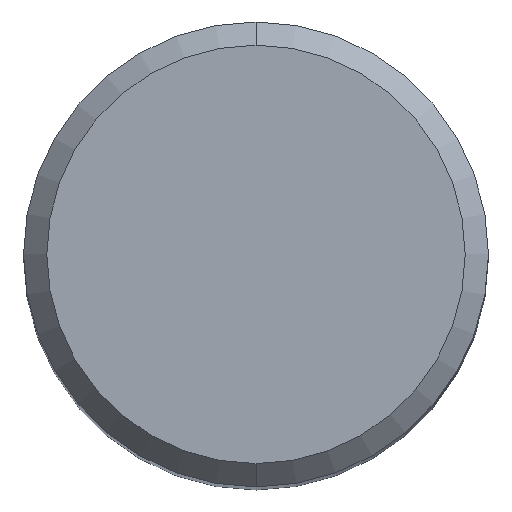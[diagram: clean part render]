
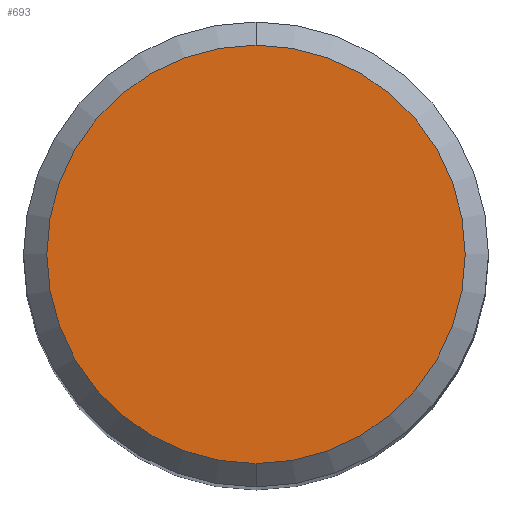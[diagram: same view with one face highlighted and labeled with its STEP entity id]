
A CAD part, top view. The second image highlights one B-rep face of the part: STEP entity #693.
In plain terms, the highlighted planar face has unit normal (0, 0, 1).
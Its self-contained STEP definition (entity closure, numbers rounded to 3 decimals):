
#381=VERTEX_POINT('',#959);
#609=EDGE_CURVE('',#381,#807,#1206,.T.);
#693=ADVANCED_FACE('',(#1301),#1302,.T.);
#807=VERTEX_POINT('',#1425);
#811=EDGE_CURVE('',#807,#381,#1429,.T.);
#959=CARTESIAN_POINT('',(0.,-7.2,0.0));
#1206=CIRCLE('',#5306,7.2);
#1301=FACE_OUTER_BOUND('',#6463,.T.);
#1302=PLANE('',#6464);
#1425=CARTESIAN_POINT('',(0.0,7.2,0.0));
#1429=CIRCLE('',#6829,7.2);
#5306=AXIS2_PLACEMENT_3D('',#7350,#7351,#7352);
#6463=EDGE_LOOP('',(#7488,#7489));
#6464=AXIS2_PLACEMENT_3D('',#7490,#7491,#7492);
#6829=AXIS2_PLACEMENT_3D('',#7618,#7619,#7620);
#7350=CARTESIAN_POINT('',(0.0,0.0,0.0));
#7351=DIRECTION('',(0.0,0.0,-1.0));
#7352=DIRECTION('',(0.0,1.0,0.0));
#7488=ORIENTED_EDGE('',*,*,#811,.F.);
#7489=ORIENTED_EDGE('',*,*,#609,.F.);
#7490=CARTESIAN_POINT('',(0.0,3.6,0.0));
#7491=DIRECTION('',(-0.0,0.0,1.0));
#7492=DIRECTION('',(0.0,-1.0,0.0));
#7618=CARTESIAN_POINT('',(0.0,0.0,0.0));
#7619=DIRECTION('',(0.0,0.0,-1.0));
#7620=DIRECTION('',(0.0,1.0,0.0));
